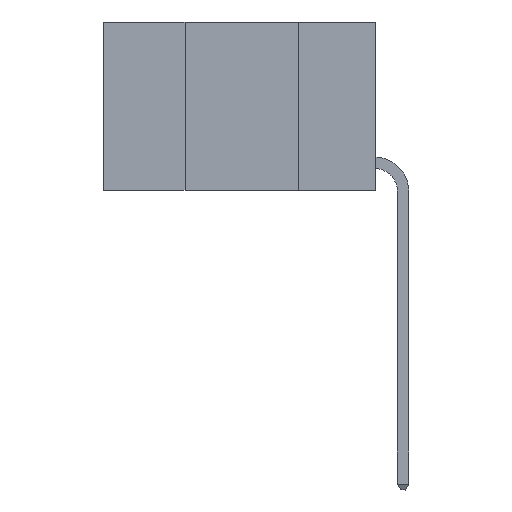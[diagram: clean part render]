
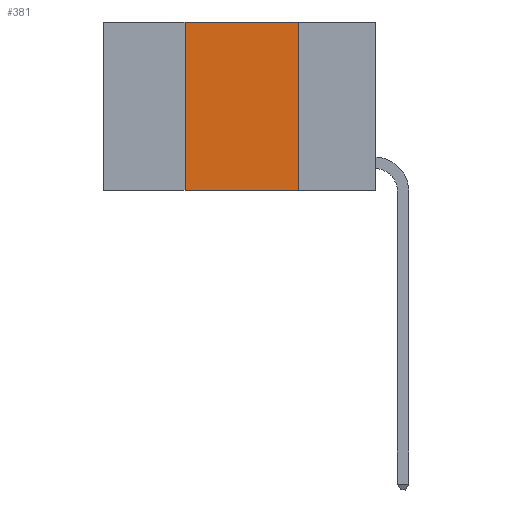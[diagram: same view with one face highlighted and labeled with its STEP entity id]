
A CAD part, left-side view. The second image highlights one B-rep face of the part: STEP entity #381.
In plain terms, the highlighted planar face has unit normal (-1, 0, 0).
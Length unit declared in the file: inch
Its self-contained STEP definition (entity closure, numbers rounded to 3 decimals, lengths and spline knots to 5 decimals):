
#369 = CARTESIAN_POINT ( 'NONE',  ( 0., 0.6, 0. ) ) ;
#381 = ADVANCED_FACE ( 'NONE', ( #4570 ), #15960, .F. ) ;
#739 = VECTOR ( 'NONE', #14036, 39.37008 ) ;
#888 = CARTESIAN_POINT ( 'NONE',  ( 0., 0.42, 0. ) ) ;
#896 = VECTOR ( 'NONE', #27322, 39.37008 ) ;
#1331 = VERTEX_POINT ( 'NONE', #14588 ) ;
#1629 = ORIENTED_EDGE ( 'NONE', *, *, #24500, .F. ) ;
#2709 = VECTOR ( 'NONE', #9922, 39.37008 ) ;
#3417 = LINE ( 'NONE', #888, #2709 ) ;
#3732 = EDGE_LOOP ( 'NONE', ( #1629, #6814, #14400, #9020 ) ) ;
#4570 = FACE_OUTER_BOUND ( 'NONE', #3732, .T. ) ;
#6030 = CARTESIAN_POINT ( 'NONE',  ( 0., 0.17, 0. ) ) ;
#6699 = LINE ( 'NONE', #23237, #739 ) ;
#6814 = ORIENTED_EDGE ( 'NONE', *, *, #25260, .F. ) ;
#6856 = LINE ( 'NONE', #13835, #896 ) ;
#9020 = ORIENTED_EDGE ( 'NONE', *, *, #15443, .T. ) ;
#9097 = VECTOR ( 'NONE', #18501, 39.37008 ) ;
#9922 = DIRECTION ( 'NONE',  ( 0., 0., 1. ) ) ;
#10533 = LINE ( 'NONE', #369, #9097 ) ;
#13835 = CARTESIAN_POINT ( 'NONE',  ( 0., 0.6, -0.37 ) ) ;
#14036 = DIRECTION ( 'NONE',  ( 0., 0., -1. ) ) ;
#14400 = ORIENTED_EDGE ( 'NONE', *, *, #16976, .F. ) ;
#14588 = CARTESIAN_POINT ( 'NONE',  ( 0., 0.17, -0.37 ) ) ;
#14786 = DIRECTION ( 'NONE',  ( 0., 0., -1. ) ) ;
#14814 = DIRECTION ( 'NONE',  ( 1., 0., 0. ) ) ;
#15443 = EDGE_CURVE ( 'NONE', #22981, #1331, #6856, .T. ) ;
#15960 = PLANE ( 'NONE',  #16047 ) ;
#16047 = AXIS2_PLACEMENT_3D ( 'NONE', #19697, #14814, #14786 ) ;
#16976 = EDGE_CURVE ( 'NONE', #22981, #21695, #3417, .T. ) ;
#17423 = CARTESIAN_POINT ( 'NONE',  ( 0., 0.42, -0.37 ) ) ;
#18501 = DIRECTION ( 'NONE',  ( 0., -1., 0. ) ) ;
#19697 = CARTESIAN_POINT ( 'NONE',  ( 0., 0.6, 0. ) ) ;
#19704 = VERTEX_POINT ( 'NONE', #6030 ) ;
#21695 = VERTEX_POINT ( 'NONE', #22665 ) ;
#22665 = CARTESIAN_POINT ( 'NONE',  ( 0., 0.42, 0. ) ) ;
#22981 = VERTEX_POINT ( 'NONE', #17423 ) ;
#23237 = CARTESIAN_POINT ( 'NONE',  ( 0., 0.17, 0. ) ) ;
#24500 = EDGE_CURVE ( 'NONE', #19704, #1331, #6699, .T. ) ;
#25260 = EDGE_CURVE ( 'NONE', #21695, #19704, #10533, .T. ) ;
#27322 = DIRECTION ( 'NONE',  ( 0., -1., 0. ) ) ;
